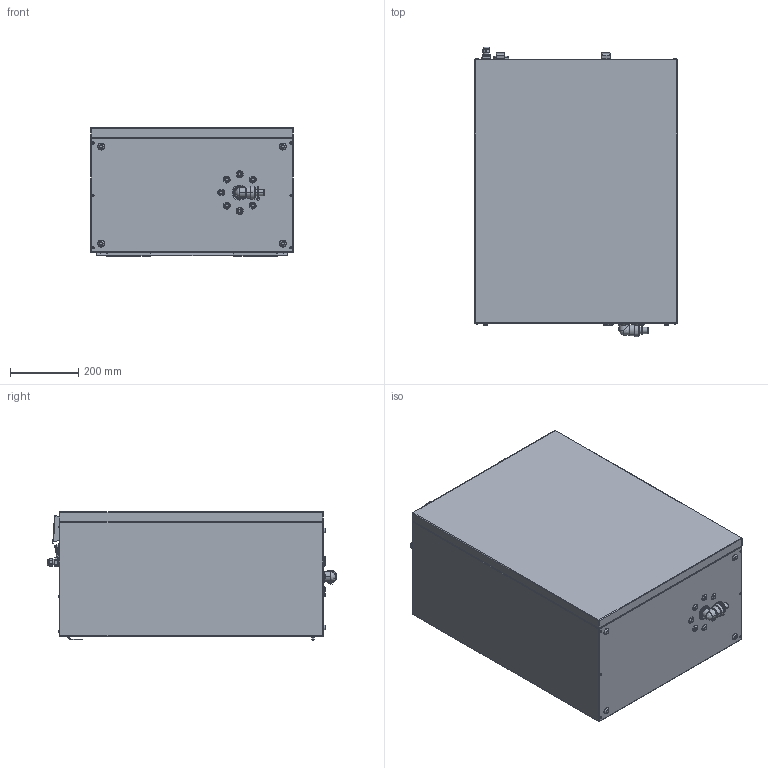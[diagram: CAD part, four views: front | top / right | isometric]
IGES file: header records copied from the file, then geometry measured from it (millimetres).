
Start section: Elysium IGES Interface
Global section: file name: 63HWS170R_und_WS170KR.igs; native system: CoCreate Modeling 17.0B  12-Nov-2010; preprocessor: CoCreate IGES_3D V2.2; author: Unknown; organization: Unknown; date: 20130305.110251; units: millimetre
Bounding box: 595 x 850 x 376.3 mm (x, y, z)
Volume: 54118681.2 mm3; surface area: 3672156.9 mm2
Topology: 6 solids, 6 shells, 912 faces, 2208 edges, 1343 vertices
Faces by surface type: bspline 912
